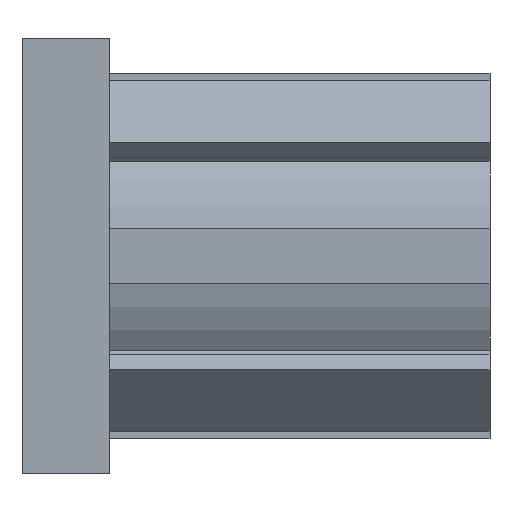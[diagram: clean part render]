
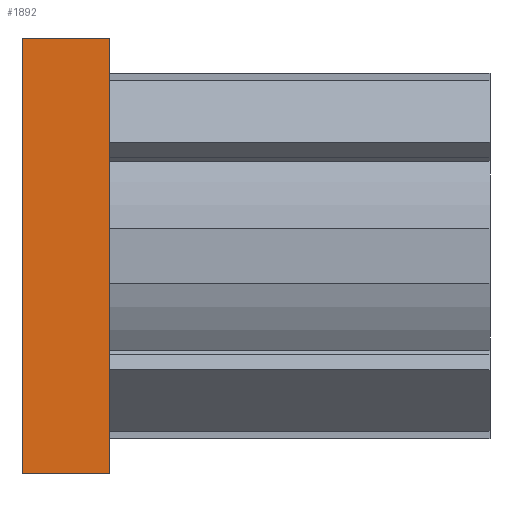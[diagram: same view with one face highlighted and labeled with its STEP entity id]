
A CAD part, left-side view. The second image highlights one B-rep face of the part: STEP entity #1892.
In plain terms, the highlighted planar face has unit normal (-1, 0, 0).
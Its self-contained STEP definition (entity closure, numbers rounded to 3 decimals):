
#78 = ORIENTED_EDGE ( 'NONE', *, *, #1304, .T. ) ;
#120 = CARTESIAN_POINT ( 'NONE',  ( -20., 0., -20. ) ) ;
#124 = VECTOR ( 'NONE', #790, 1000. ) ;
#198 = CARTESIAN_POINT ( 'NONE',  ( -20., 8., -20. ) ) ;
#209 = CARTESIAN_POINT ( 'NONE',  ( -20., 8., 20. ) ) ;
#256 = VECTOR ( 'NONE', #1312, 1000. ) ;
#452 = EDGE_LOOP ( 'NONE', ( #1118, #1715, #1867, #78 ) ) ;
#478 = DIRECTION ( 'NONE',  ( 0., -1., 0. ) ) ;
#521 = DIRECTION ( 'NONE',  ( 0., 0., 1. ) ) ;
#541 = VERTEX_POINT ( 'NONE', #1185 ) ;
#565 = DIRECTION ( 'NONE',  ( 0., 0., -1. ) ) ;
#711 = DIRECTION ( 'NONE',  ( 1., 0., 0. ) ) ;
#777 = VERTEX_POINT ( 'NONE', #1714 ) ;
#790 = DIRECTION ( 'NONE',  ( 0., -1., 0. ) ) ;
#805 = EDGE_CURVE ( 'NONE', #541, #1319, #1248, .T. ) ;
#845 = AXIS2_PLACEMENT_3D ( 'NONE', #1745, #711, #565 ) ;
#961 = VERTEX_POINT ( 'NONE', #1363 ) ;
#1113 = VECTOR ( 'NONE', #521, 1000. ) ;
#1118 = ORIENTED_EDGE ( 'NONE', *, *, #1904, .T. ) ;
#1185 = CARTESIAN_POINT ( 'NONE',  ( -20., 8., -20. ) ) ;
#1248 = LINE ( 'NONE', #1843, #1113 ) ;
#1304 = EDGE_CURVE ( 'NONE', #541, #777, #1681, .T. ) ;
#1312 = DIRECTION ( 'NONE',  ( 0., 0., 1. ) ) ;
#1319 = VERTEX_POINT ( 'NONE', #209 ) ;
#1363 = CARTESIAN_POINT ( 'NONE',  ( -20., 0., 20. ) ) ;
#1366 = CARTESIAN_POINT ( 'NONE',  ( -20., 8., 20. ) ) ;
#1492 = LINE ( 'NONE', #1366, #1896 ) ;
#1578 = PLANE ( 'NONE',  #845 ) ;
#1658 = EDGE_CURVE ( 'NONE', #1319, #961, #1492, .T. ) ;
#1681 = LINE ( 'NONE', #198, #124 ) ;
#1714 = CARTESIAN_POINT ( 'NONE',  ( -20., 0., -20. ) ) ;
#1715 = ORIENTED_EDGE ( 'NONE', *, *, #1658, .F. ) ;
#1737 = LINE ( 'NONE', #120, #256 ) ;
#1745 = CARTESIAN_POINT ( 'NONE',  ( -20., 8., -20. ) ) ;
#1843 = CARTESIAN_POINT ( 'NONE',  ( -20., 8., -20. ) ) ;
#1867 = ORIENTED_EDGE ( 'NONE', *, *, #805, .F. ) ;
#1892 = ADVANCED_FACE ( 'NONE', ( #1895 ), #1578, .F. ) ;
#1895 = FACE_OUTER_BOUND ( 'NONE', #452, .T. ) ;
#1896 = VECTOR ( 'NONE', #478, 1000. ) ;
#1904 = EDGE_CURVE ( 'NONE', #777, #961, #1737, .T. ) ;
